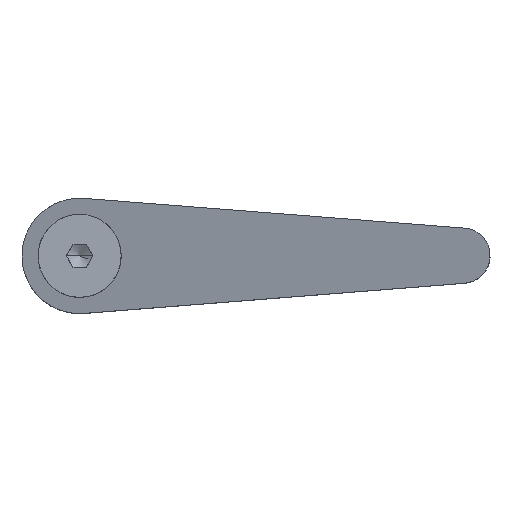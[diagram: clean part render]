
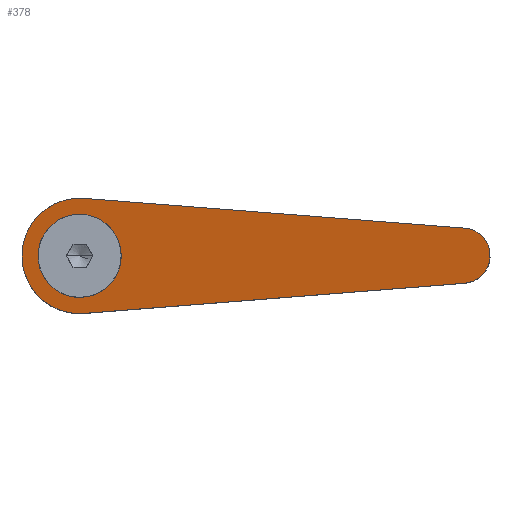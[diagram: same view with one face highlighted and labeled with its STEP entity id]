
A CAD part, top view. The second image highlights one B-rep face of the part: STEP entity #378.
In plain terms, the highlighted planar face has unit normal (-0.26, 0, 0.966).
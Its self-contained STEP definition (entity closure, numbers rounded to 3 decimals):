
#240=EDGE_CURVE('',#502,#374,#651,.T.);
#242=EDGE_CURVE('',#584,#366,#653,.T.);
#246=EDGE_CURVE('',#374,#402,#657,.T.);
#278=EDGE_CURVE('',#300,#370,#693,.T.);
#300=VERTEX_POINT('',#717);
#334=VERTEX_POINT('',#756);
#366=VERTEX_POINT('',#790);
#370=VERTEX_POINT('',#794);
#374=VERTEX_POINT('',#798);
#378=ADVANCED_FACE('',(#802,#803),#804,.F.);
#402=VERTEX_POINT('',#833);
#406=EDGE_CURVE('',#334,#584,#837,.T.);
#490=EDGE_CURVE('',#402,#502,#933,.T.);
#502=VERTEX_POINT('',#946);
#560=EDGE_CURVE('',#370,#334,#1010,.T.);
#584=VERTEX_POINT('',#1037);
#596=EDGE_CURVE('',#366,#300,#1050,.T.);
#651=ELLIPSE('',#1106,9.32,9.0);
#653=LINE('',#1109,#1110);
#657=ELLIPSE('',#1116,9.32,9.0);
#693=LINE('',#1182,#1183);
#717=CARTESIAN_POINT('',(83.47,5.982,102.239));
#756=CARTESIAN_POINT('',(-12.5,0.,76.4));
#790=CARTESIAN_POINT('',(83.47,-5.982,102.239));
#794=CARTESIAN_POINT('',(0.979,12.462,80.029));
#798=CARTESIAN_POINT('',(-0.216,8.997,79.707));
#802=FACE_BOUND('',#1347,.T.);
#803=FACE_OUTER_BOUND('',#1348,.T.);
#804=PLANE('',#1349);
#833=CARTESIAN_POINT('',(0.,-9.,79.765));
#837=ELLIPSE('',#1390,12.945,12.5);
#933=ELLIPSE('',#1517,9.32,9.0);
#946=CARTESIAN_POINT('',(0.,9.,79.765));
#1010=ELLIPSE('',#1650,12.945,12.5);
#1037=CARTESIAN_POINT('',(0.979,-12.462,80.029));
#1050=ELLIPSE('',#1717,6.214,6.);
#1106=AXIS2_PLACEMENT_3D('',#1772,#1773,#1774);
#1109=CARTESIAN_POINT('',(84.939,-5.866,102.634));
#1110=VECTOR('',#1775,1.0);
#1116=AXIS2_PLACEMENT_3D('',#1779,#1780,#1781);
#1182=CARTESIAN_POINT('',(46.465,8.888,92.276));
#1183=VECTOR('',#1820,1.0);
#1347=EDGE_LOOP('',(#1918,#1919,#1920));
#1348=EDGE_LOOP('',(#1921,#1922,#1923,#1924,#1925));
#1349=AXIS2_PLACEMENT_3D('',#1926,#1927,#1928);
#1390=AXIS2_PLACEMENT_3D('',#1964,#1965,#1966);
#1517=AXIS2_PLACEMENT_3D('',#2098,#2099,#2100);
#1650=AXIS2_PLACEMENT_3D('',#2170,#2171,#2172);
#1717=AXIS2_PLACEMENT_3D('',#2222,#2223,#2224);
#1772=CARTESIAN_POINT('',(0.,0.,79.765));
#1773=DIRECTION('',(-0.26,0.,0.966));
#1774=DIRECTION('',(-0.966,0.0,-0.26));
#1775=DIRECTION('',(0.963,0.076,0.259));
#1779=CARTESIAN_POINT('',(0.,0.,79.765));
#1780=DIRECTION('',(-0.26,0.,0.966));
#1781=DIRECTION('',(-0.966,0.0,-0.26));
#1820=DIRECTION('',(-0.963,0.076,-0.259));
#1918=ORIENTED_EDGE('',*,*,#246,.F.);
#1919=ORIENTED_EDGE('',*,*,#240,.F.);
#1920=ORIENTED_EDGE('',*,*,#490,.F.);
#1921=ORIENTED_EDGE('',*,*,#560,.T.);
#1922=ORIENTED_EDGE('',*,*,#406,.T.);
#1923=ORIENTED_EDGE('',*,*,#242,.T.);
#1924=ORIENTED_EDGE('',*,*,#596,.T.);
#1925=ORIENTED_EDGE('',*,*,#278,.T.);
#1926=CARTESIAN_POINT('',(40.277,0.,90.61));
#1927=DIRECTION('',(0.26,0.,-0.966));
#1928=DIRECTION('',(0.251,0.966,0.068));
#1964=CARTESIAN_POINT('',(0.,0.,79.765));
#1965=DIRECTION('',(-0.26,0.,0.966));
#1966=DIRECTION('',(-0.966,0.,-0.26));
#2098=CARTESIAN_POINT('',(0.,0.,79.765));
#2099=DIRECTION('',(-0.26,0.,0.966));
#2100=DIRECTION('',(-0.966,0.0,-0.26));
#2170=CARTESIAN_POINT('',(0.,0.,79.765));
#2171=DIRECTION('',(-0.26,0.,0.966));
#2172=DIRECTION('',(-0.966,0.,-0.26));
#2222=CARTESIAN_POINT('',(83.0,0.0,102.112));
#2223=DIRECTION('',(-0.26,0.,0.966));
#2224=DIRECTION('',(0.966,0.,0.26));
